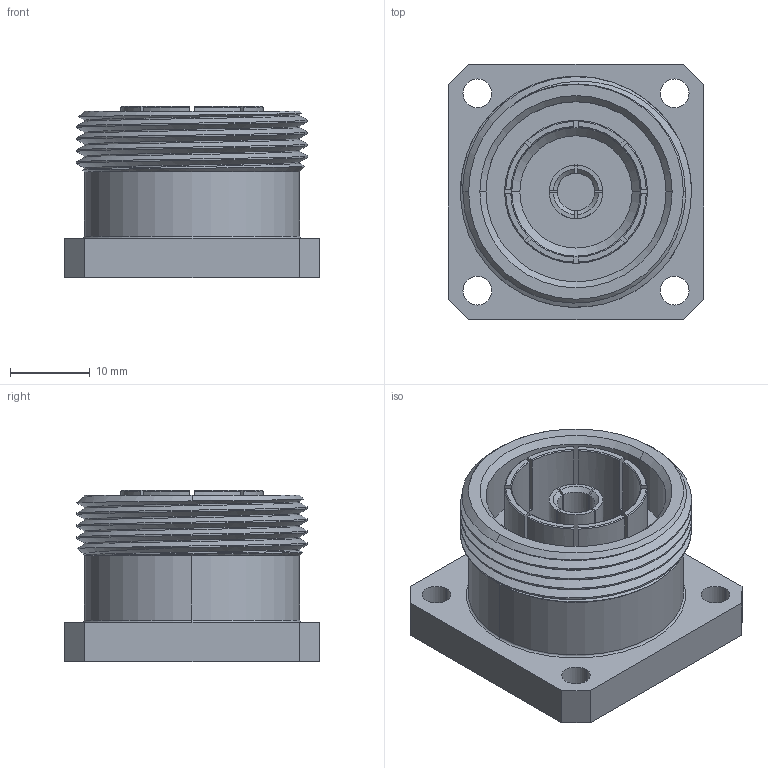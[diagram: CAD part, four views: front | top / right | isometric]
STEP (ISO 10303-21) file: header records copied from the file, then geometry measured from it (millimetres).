
FILE_DESCRIPTION (( 'STEP AP214' ), '1' );
FILE_NAME ('PE4574.STEP', '2018-01-17T18:17:24', ( '' ), ( '' ), 'SwSTEP 2.0', 'SolidWorks 2017', '' );
FILE_SCHEMA (( 'AUTOMOTIVE_DESIGN' ));
Length unit declared in the file: inch
Products named in the file (1): PE4574
Bounding box: 32 x 32 x 21.49 mm (x, y, z)
Volume: 9709.6 mm3; surface area: 7061.3 mm2
Topology: 1 solids, 1 shells, 158 faces, 430 edges, 283 vertices
Faces by surface type: plane 67, cylinder 49, cone 34, bspline 6, torus 2
Entity records: 7646 total; most frequent: CARTESIAN_POINT 3011, ORIENTED_EDGE 860, DIRECTION 776, EDGE_CURVE 430, AXIS2_PLACEMENT_3D 298, VERTEX_POINT 283, LINE 180, VECTOR 180
